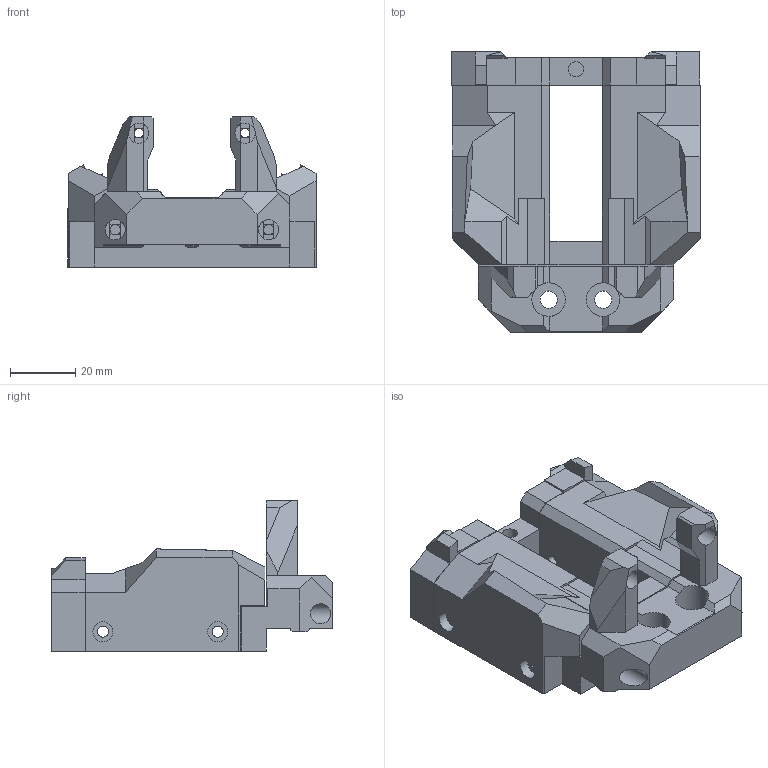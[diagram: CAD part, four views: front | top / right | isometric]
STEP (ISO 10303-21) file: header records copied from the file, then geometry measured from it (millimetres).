
FILE_DESCRIPTION(/* description */ (''),/* implementation_level */ '2;1');
FILE_NAME(/* name */ 'Crabby.step',/* time_stamp */ '2024-08-11T01:00:59-04:00',/* author */ (''),/* organization */ (''),/* preprocessor_version */ 'ST-DEVELOPER v20',/* originating_system */ 'Autodesk Translation Framework v13.14.0.145',/* authorisation */ '');
FILE_SCHEMA (('AUTOMOTIVE_DESIGN { 1 0 10303 214 3 1 1 }'));
Length unit declared in the file: millimetre
Products named in the file (10): Dock (1); Front (1); Frame (2); Left; Right; 2020 (3); Bottom Crossbar; SB; Base; Back
Assembly tree (9 placements, depth 4):
  Dock (1)
    Front (1)
      Frame (2)
        Left
        Right
      2020 (3)
        Bottom Crossbar
    SB
      Base
      Back
Bounding box: 76.06 x 86 x 46.17 mm (x, y, z)
Volume: 110021.6 mm3; surface area: 34455.1 mm2
Topology: 5 solids, 5 shells, 365 faces, 970 edges, 627 vertices
Faces by surface type: plane 278, cylinder 57, cone 20, bspline 10
Full cylindrical faces by diameter (mm): 2.8 x2, 3.2 x4, 3.3 x2, 3.4 x4, 4.7 x9, 5.3 x2, 6 x2, 6.1 x4, 6.2 x6, 10.3 x2
Entity records: 12015 total; most frequent: CARTESIAN_POINT 2645, ORIENTED_EDGE 1940, DIRECTION 1862, EDGE_CURVE 970, LINE 678, VECTOR 678, VERTEX_POINT 627, AXIS2_PLACEMENT_3D 592
